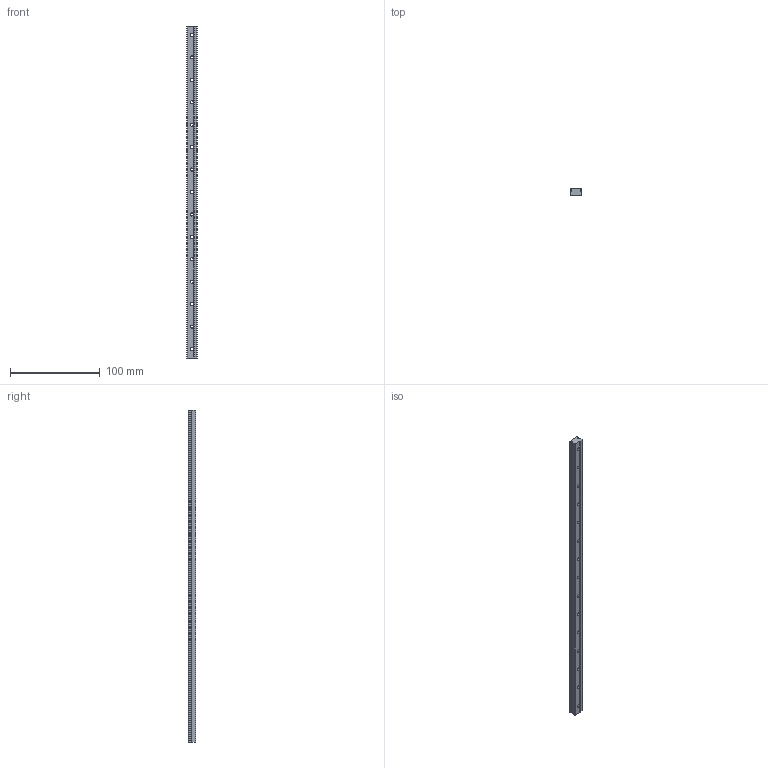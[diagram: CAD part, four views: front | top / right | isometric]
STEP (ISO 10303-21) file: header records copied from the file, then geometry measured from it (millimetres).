
FILE_DESCRIPTION (( 'STEP AP203' ), '1' );
FILE_NAME ('6709K171_370 mm Long x 12 mm Wide Standard Guide Rail for Ball Bearing Carriage.STEP', '2024-02-14T17:44:11', ( 'Administrator' ), ( 'Managed by Terraform' ), 'SwSTEP 2.0', 'SolidWorks 2017', '' );
FILE_SCHEMA (( 'CONFIG_CONTROL_DESIGN' ));
Length unit declared in the file: millimetre
Products named in the file (1): 6709K171_370 mm Long x 12 mm Wide Standard Guide Rail for Ball Bearing Carriage
Bounding box: 12 x 8 x 370 mm (x, y, z)
Volume: 31281.2 mm3; surface area: 17489.6 mm2
Topology: 1 solids, 1 shells, 111 faces, 327 edges, 218 vertices
Faces by surface type: cylinder 77, plane 34
Entity records: 4002 total; most frequent: CARTESIAN_POINT 807, DIRECTION 675, ORIENTED_EDGE 654, EDGE_CURVE 327, AXIS2_PLACEMENT_3D 266, VERTEX_POINT 218, CIRCLE 154, VECTOR 143
